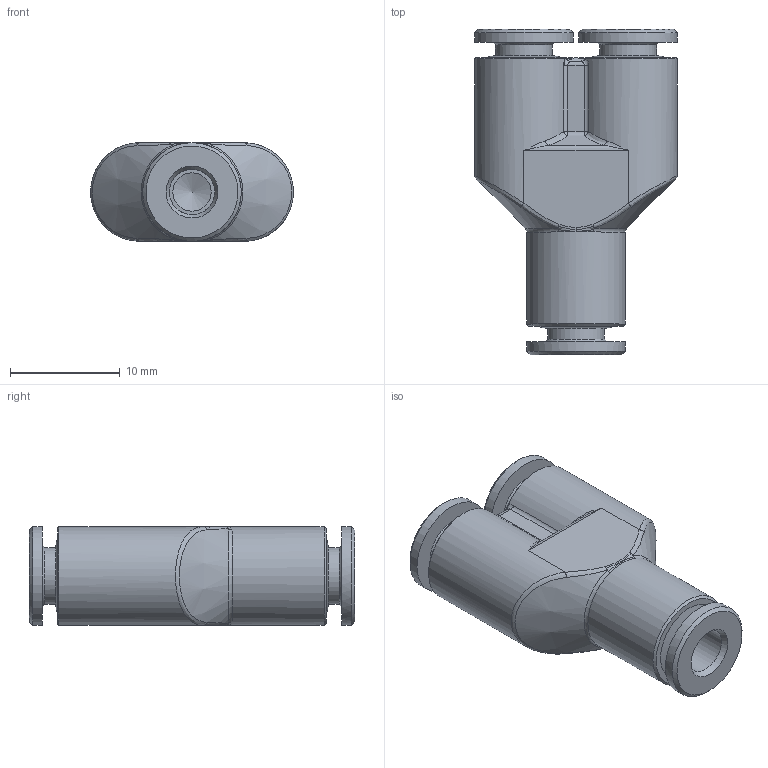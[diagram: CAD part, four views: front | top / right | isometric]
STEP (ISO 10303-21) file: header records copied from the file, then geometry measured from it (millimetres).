
FILE_DESCRIPTION(/* description */ ('STEP AP214'),/* implementation_level */ '2;1');
FILE_NAME(/* name */ 'A0271010',/* time_stamp */ '2023-04-20T14:07:39+02:00',/* author */ ('License CC BY-ND 4.0'),/* organization */ ('CADENAS'),/* preprocessor_version */ 'ST-DEVELOPER v19.3',/* originating_system */ 'PARTsolutions',/* authorisation */ ' ');
FILE_SCHEMA (('AUTOMOTIVE_DESIGN {1 0 10303 214 3 1 1}'));
Length unit declared in the file: millimetre
Products named in the file (1): A0271010
Bounding box: 18.5 x 29.7 x 9.01 mm (x, y, z)
Volume: 2217.7 mm3; surface area: 2256.5 mm2
Topology: 1 solids, 1 shells, 117 faces, 281 edges, 166 vertices
Faces by surface type: bspline 36, cylinder 30, cone 23, plane 22, sphere 4, torus 2
Full cylindrical faces by diameter (mm): 3.5 x1, 4.15 x3, 5.2 x3, 6.6 x1, 9 x4
Entity records: 5028 total; most frequent: CARTESIAN_POINT 2807, ORIENTED_EDGE 452, DIRECTION 384, EDGE_CURVE 226, AXIS2_PLACEMENT_3D 174, FACE_BOUND 159, EDGE_LOOP 156, VERTEX_POINT 149
